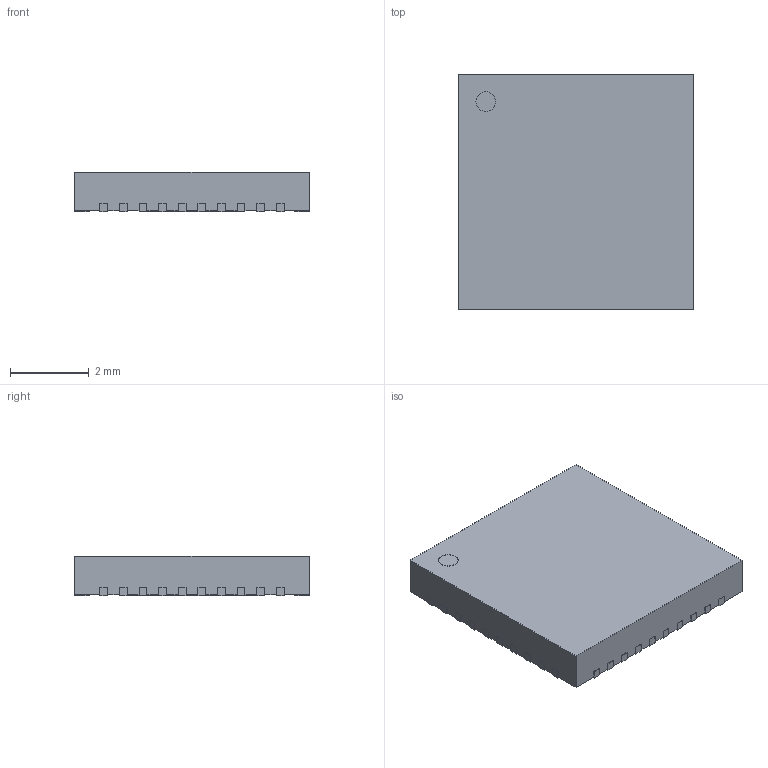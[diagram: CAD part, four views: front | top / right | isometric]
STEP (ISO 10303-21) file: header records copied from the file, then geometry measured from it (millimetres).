
FILE_DESCRIPTION(('FreeCAD Model'),'2;1');
FILE_NAME('qfn40_6x6_p05.step','2017-02-18T21:43:01',( 'Author'),(''),'Open CASCADE STEP processor 6.9','FreeCAD','Unknown' );
FILE_SCHEMA(('AUTOMOTIVE_DESIGN_CC2 { 1 2 10303 214 -1 1 5 4 }'));
Length unit declared in the file: millimetre
Products named in the file (2): ASSEMBLY; qfn40_6x6_p05
Assembly tree (1 placements, depth 2):
  ASSEMBLY
    qfn40_6x6_p05
Bounding box: 6 x 6 x 1 mm (x, y, z)
Volume: 35.2 mm3; surface area: 96.3 mm2
Topology: 1 solids, 1 shells, 254 faces, 750 edges, 500 vertices
Faces by surface type: plane 213, cylinder 41
Full cylindrical faces by diameter (mm): 0.5 x1
Entity records: 19854 total; most frequent: CARTESIAN_POINT 3457, DIRECTION 2598, LINE 1881, VECTOR 1881, ORIENTED_EDGE 1500, PCURVE 1500, DEFINITIONAL_REPRESENTATION 1500, EDGE_CURVE 750
